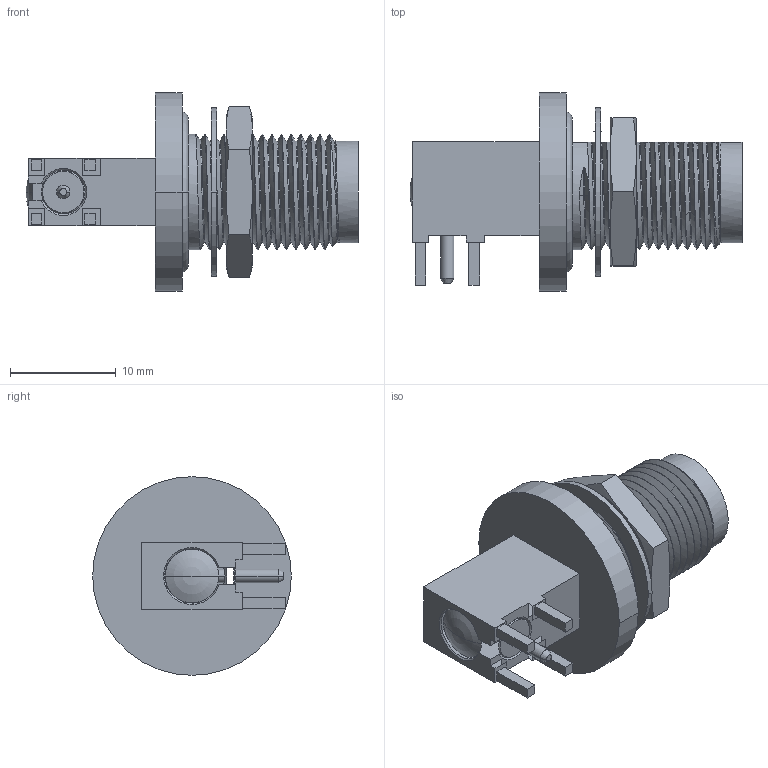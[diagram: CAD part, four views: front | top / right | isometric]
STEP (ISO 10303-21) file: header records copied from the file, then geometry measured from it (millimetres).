
FILE_DESCRIPTION((''),'2;1');
FILE_NAME('31-6528_SW0001','2013-02-13T',('KARTHIK R'),(''),'PRO/ENGINEER BY PARAMETRIC TECHNOLOGY CORPORATION, 2010100','PRO/ENGINEER BY PARAMETRIC TECHNOLOGY CORPORATION, 2010100','');
FILE_SCHEMA(('CONFIG_CONTROL_DESIGN'));
Length unit declared in the file: millimetre
Products named in the file (1): 31-6528_SW0001
Bounding box: 31.42 x 18.8 x 18.8 mm (x, y, z)
Surface area: 2971.4 mm2 (no closed solid volume)
Topology: 0 solids, 14 shells, 188 faces, 589 edges, 405 vertices
Faces by surface type: bspline 55, plane 53, cylinder 40, cone 34, torus 4, sphere 2
Entity records: 23472 total; most frequent: CARTESIAN_POINT 18789, ORIENTED_EDGE 1015, DIRECTION 751, EDGE_CURVE 587, VERTEX_POINT 405, VECTOR 255, LINE 255, AXIS2_PLACEMENT_3D 248
